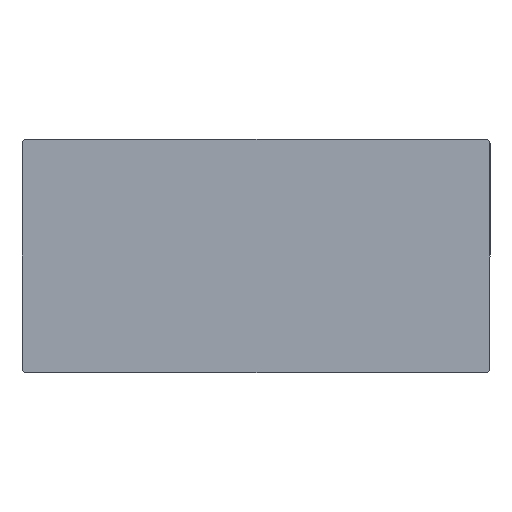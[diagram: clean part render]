
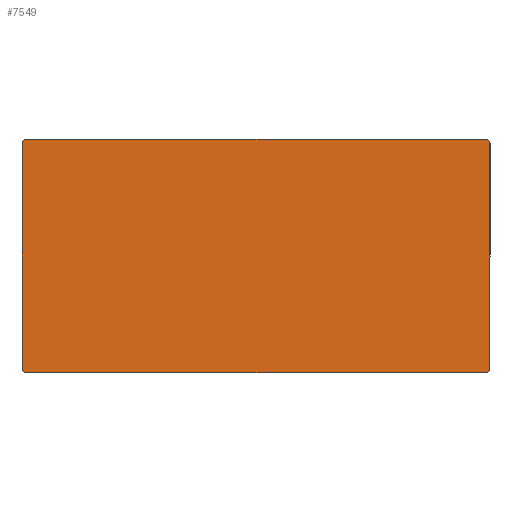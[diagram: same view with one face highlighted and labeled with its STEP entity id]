
A CAD part, front view. The second image highlights one B-rep face of the part: STEP entity #7549.
In plain terms, the highlighted planar face has unit normal (0, -1, 0).
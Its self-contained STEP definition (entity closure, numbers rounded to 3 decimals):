
#208 = CARTESIAN_POINT ( 'NONE',  ( 0.5, -14.8, 25. ) ) ;
#531 = DIRECTION ( 'NONE',  ( -1., 0., 0. ) ) ;
#558 = EDGE_CURVE ( 'NONE', #18686, #15145, #17180, .T. ) ;
#960 = CARTESIAN_POINT ( 'NONE',  ( 0., -14.8, 0. ) ) ;
#1073 = CARTESIAN_POINT ( 'NONE',  ( 0., -14.8, 24.5 ) ) ;
#1598 = AXIS2_PLACEMENT_3D ( 'NONE', #8739, #10770, #3164 ) ;
#1649 = CARTESIAN_POINT ( 'NONE',  ( 0.5, -14.8, 0. ) ) ;
#1759 = DIRECTION ( 'NONE',  ( -1., 0., 0. ) ) ;
#1914 = DIRECTION ( 'NONE',  ( -1., 0., 0. ) ) ;
#2227 = CARTESIAN_POINT ( 'NONE',  ( 49.5, -14.8, 0.5 ) ) ;
#3154 = CARTESIAN_POINT ( 'NONE',  ( 0.5, -14.8, 24.5 ) ) ;
#3164 = DIRECTION ( 'NONE',  ( -1., 0., 0. ) ) ;
#3170 = VERTEX_POINT ( 'NONE', #208 ) ;
#3350 = LINE ( 'NONE', #960, #5405 ) ;
#4799 = EDGE_CURVE ( 'NONE', #14238, #14549, #23616, .T. ) ;
#5405 = VECTOR ( 'NONE', #6311, 1000. ) ;
#5536 = CARTESIAN_POINT ( 'NONE',  ( 49.5, -14.8, 24.5 ) ) ;
#6311 = DIRECTION ( 'NONE',  ( 1., 0., 0. ) ) ;
#6430 = VECTOR ( 'NONE', #19625, 1000. ) ;
#6514 = CARTESIAN_POINT ( 'NONE',  ( 50., -14.8, 0. ) ) ;
#6759 = DIRECTION ( 'NONE',  ( 0., -1., 0. ) ) ;
#7238 = AXIS2_PLACEMENT_3D ( 'NONE', #3154, #6759, #14048 ) ;
#7549 = ADVANCED_FACE ( 'NONE', ( #11862 ), #9300, .F. ) ;
#7574 = CARTESIAN_POINT ( 'NONE',  ( 50., -14.8, 25. ) ) ;
#7815 = DIRECTION ( 'NONE',  ( -1., 0., 0. ) ) ;
#8739 = CARTESIAN_POINT ( 'NONE',  ( 0.5, -14.8, 0.5 ) ) ;
#8771 = ORIENTED_EDGE ( 'NONE', *, *, #20094, .T. ) ;
#9300 = PLANE ( 'NONE',  #24297 ) ;
#10239 = AXIS2_PLACEMENT_3D ( 'NONE', #2227, #13380, #1914 ) ;
#10607 = CARTESIAN_POINT ( 'NONE',  ( 50., -14.8, 0.5 ) ) ;
#10770 = DIRECTION ( 'NONE',  ( 0., -1., 0. ) ) ;
#11862 = FACE_OUTER_BOUND ( 'NONE', #21623, .T. ) ;
#12587 = LINE ( 'NONE', #6514, #6430 ) ;
#13043 = CARTESIAN_POINT ( 'NONE',  ( 0., -14.8, 0.5 ) ) ;
#13104 = VECTOR ( 'NONE', #531, 1000. ) ;
#13380 = DIRECTION ( 'NONE',  ( 0., -1., 0. ) ) ;
#13407 = ORIENTED_EDGE ( 'NONE', *, *, #4799, .T. ) ;
#13558 = ORIENTED_EDGE ( 'NONE', *, *, #18895, .T. ) ;
#14048 = DIRECTION ( 'NONE',  ( -1., 0., 0. ) ) ;
#14087 = DIRECTION ( 'NONE',  ( 0., 0., -1. ) ) ;
#14238 = VERTEX_POINT ( 'NONE', #13043 ) ;
#14304 = CIRCLE ( 'NONE', #7238, 0.5 ) ;
#14549 = VERTEX_POINT ( 'NONE', #1649 ) ;
#14676 = ORIENTED_EDGE ( 'NONE', *, *, #22386, .T. ) ;
#14963 = EDGE_CURVE ( 'NONE', #18050, #14238, #21714, .T. ) ;
#15145 = VERTEX_POINT ( 'NONE', #24348 ) ;
#15529 = CIRCLE ( 'NONE', #10239, 0.5 ) ;
#16498 = EDGE_CURVE ( 'NONE', #3170, #18050, #14304, .T. ) ;
#17180 = CIRCLE ( 'NONE', #23493, 0.5 ) ;
#17233 = VERTEX_POINT ( 'NONE', #23105 ) ;
#18050 = VERTEX_POINT ( 'NONE', #1073 ) ;
#18331 = ORIENTED_EDGE ( 'NONE', *, *, #16498, .T. ) ;
#18417 = LINE ( 'NONE', #19163, #13104 ) ;
#18483 = VECTOR ( 'NONE', #14087, 1000. ) ;
#18686 = VERTEX_POINT ( 'NONE', #19829 ) ;
#18797 = DIRECTION ( 'NONE',  ( 0., -1., 0. ) ) ;
#18895 = EDGE_CURVE ( 'NONE', #15145, #3170, #18417, .T. ) ;
#19163 = CARTESIAN_POINT ( 'NONE',  ( 0., -14.8, 25. ) ) ;
#19578 = VERTEX_POINT ( 'NONE', #10607 ) ;
#19608 = ORIENTED_EDGE ( 'NONE', *, *, #558, .T. ) ;
#19625 = DIRECTION ( 'NONE',  ( 0., 0., 1. ) ) ;
#19829 = CARTESIAN_POINT ( 'NONE',  ( 50., -14.8, 24.5 ) ) ;
#20094 = EDGE_CURVE ( 'NONE', #14549, #17233, #3350, .T. ) ;
#20671 = DIRECTION ( 'NONE',  ( 0., 1., 0. ) ) ;
#21551 = CARTESIAN_POINT ( 'NONE',  ( 0., -14.8, 0. ) ) ;
#21623 = EDGE_LOOP ( 'NONE', ( #24023, #13407, #8771, #23028, #14676, #19608, #13558, #18331 ) ) ;
#21714 = LINE ( 'NONE', #21551, #18483 ) ;
#22152 = EDGE_CURVE ( 'NONE', #17233, #19578, #15529, .T. ) ;
#22386 = EDGE_CURVE ( 'NONE', #19578, #18686, #12587, .T. ) ;
#23028 = ORIENTED_EDGE ( 'NONE', *, *, #22152, .T. ) ;
#23105 = CARTESIAN_POINT ( 'NONE',  ( 49.5, -14.8, 0. ) ) ;
#23493 = AXIS2_PLACEMENT_3D ( 'NONE', #5536, #18797, #1759 ) ;
#23616 = CIRCLE ( 'NONE', #1598, 0.5 ) ;
#24023 = ORIENTED_EDGE ( 'NONE', *, *, #14963, .T. ) ;
#24297 = AXIS2_PLACEMENT_3D ( 'NONE', #7574, #20671, #7815 ) ;
#24348 = CARTESIAN_POINT ( 'NONE',  ( 49.5, -14.8, 25. ) ) ;
